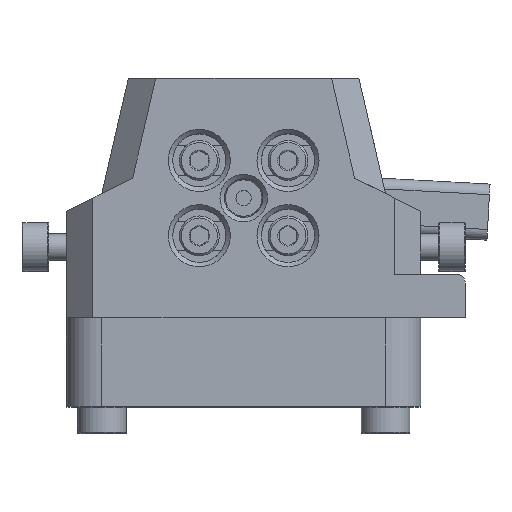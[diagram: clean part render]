
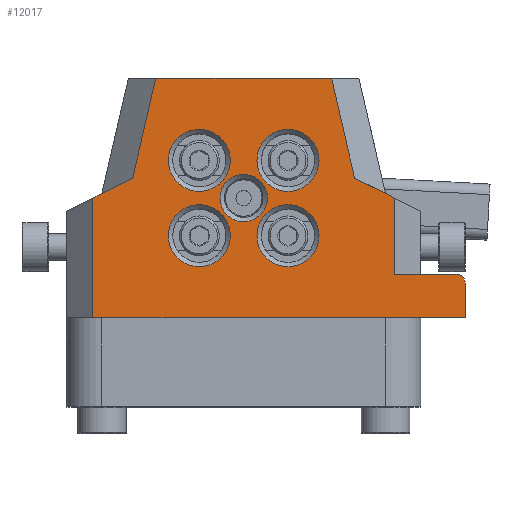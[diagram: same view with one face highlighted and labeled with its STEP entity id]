
A CAD part, top view. The second image highlights one B-rep face of the part: STEP entity #12017.
In plain terms, the highlighted face is planar.
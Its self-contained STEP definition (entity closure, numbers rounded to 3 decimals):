
#1242=FACE_BOUND('',#2396,.T.);
#1243=FACE_BOUND('',#2397,.T.);
#1244=FACE_BOUND('',#2398,.T.);
#1245=FACE_BOUND('',#2399,.T.);
#1246=FACE_BOUND('',#2400,.T.);
#1385=PLANE('',#12909);
#1665=FACE_OUTER_BOUND('',#2395,.T.);
#2395=EDGE_LOOP('',(#8492,#8493,#8494,#8495,#8496,#8497,#8498,#8499,#8500,
#8501,#8502));
#2396=EDGE_LOOP('',(#8503));
#2397=EDGE_LOOP('',(#8504));
#2398=EDGE_LOOP('',(#8505));
#2399=EDGE_LOOP('',(#8506));
#2400=EDGE_LOOP('',(#8507));
#3214=LINE('',#18980,#3853);
#3229=LINE('',#19038,#3868);
#3246=LINE('',#19070,#3885);
#3257=LINE('',#19105,#3896);
#3269=LINE('',#19123,#3908);
#3278=LINE('',#19138,#3917);
#3279=LINE('',#19141,#3918);
#3280=LINE('',#19142,#3919);
#3281=LINE('',#19143,#3920);
#3282=LINE('',#19144,#3921);
#3853=VECTOR('',#14321,1000.);
#3868=VECTOR('',#14378,1000.);
#3885=VECTOR('',#14399,1000.);
#3896=VECTOR('',#14412,1000.);
#3908=VECTOR('',#14430,1000.);
#3917=VECTOR('',#14445,1000.);
#3918=VECTOR('',#14448,1000.);
#3919=VECTOR('',#14449,1000.);
#3920=VECTOR('',#14450,1000.);
#3921=VECTOR('',#14451,1000.);
#4440=CIRCLE('',#12910,1.);
#4441=CIRCLE('',#12911,3.5);
#4442=CIRCLE('',#12912,3.5);
#4443=CIRCLE('',#12913,2.675);
#4444=CIRCLE('',#12914,3.5);
#4445=CIRCLE('',#12915,3.5);
#5063=VERTEX_POINT('',#18978);
#5064=VERTEX_POINT('',#18979);
#5085=VERTEX_POINT('',#19035);
#5086=VERTEX_POINT('',#19037);
#5098=VERTEX_POINT('',#19067);
#5099=VERTEX_POINT('',#19069);
#5103=VERTEX_POINT('',#19102);
#5104=VERTEX_POINT('',#19104);
#5107=VERTEX_POINT('',#19122);
#5110=VERTEX_POINT('',#19137);
#5111=VERTEX_POINT('',#19139);
#5112=VERTEX_POINT('',#19145);
#5113=VERTEX_POINT('',#19147);
#5114=VERTEX_POINT('',#19149);
#5115=VERTEX_POINT('',#19151);
#5116=VERTEX_POINT('',#19153);
#6358=EDGE_CURVE('',#5063,#5064,#3214,.T.);
#6386=EDGE_CURVE('',#5085,#5086,#3229,.T.);
#6403=EDGE_CURVE('',#5099,#5098,#3246,.T.);
#6415=EDGE_CURVE('',#5103,#5104,#3257,.T.);
#6427=EDGE_CURVE('',#5107,#5064,#3269,.T.);
#6436=EDGE_CURVE('',#5098,#5110,#3278,.T.);
#6437=EDGE_CURVE('',#5110,#5111,#4440,.F.);
#6438=EDGE_CURVE('',#5111,#5063,#3279,.T.);
#6439=EDGE_CURVE('',#5107,#5086,#3280,.T.);
#6440=EDGE_CURVE('',#5085,#5104,#3281,.T.);
#6441=EDGE_CURVE('',#5103,#5099,#3282,.T.);
#6442=EDGE_CURVE('',#5112,#5112,#4441,.T.);
#6443=EDGE_CURVE('',#5113,#5113,#4442,.T.);
#6444=EDGE_CURVE('',#5114,#5114,#4443,.T.);
#6445=EDGE_CURVE('',#5115,#5115,#4444,.T.);
#6446=EDGE_CURVE('',#5116,#5116,#4445,.T.);
#8492=ORIENTED_EDGE('',*,*,#6436,.T.);
#8493=ORIENTED_EDGE('',*,*,#6437,.T.);
#8494=ORIENTED_EDGE('',*,*,#6438,.T.);
#8495=ORIENTED_EDGE('',*,*,#6358,.T.);
#8496=ORIENTED_EDGE('',*,*,#6427,.F.);
#8497=ORIENTED_EDGE('',*,*,#6439,.T.);
#8498=ORIENTED_EDGE('',*,*,#6386,.F.);
#8499=ORIENTED_EDGE('',*,*,#6440,.T.);
#8500=ORIENTED_EDGE('',*,*,#6415,.F.);
#8501=ORIENTED_EDGE('',*,*,#6441,.T.);
#8502=ORIENTED_EDGE('',*,*,#6403,.T.);
#8503=ORIENTED_EDGE('',*,*,#6442,.T.);
#8504=ORIENTED_EDGE('',*,*,#6443,.T.);
#8505=ORIENTED_EDGE('',*,*,#6444,.T.);
#8506=ORIENTED_EDGE('',*,*,#6445,.T.);
#8507=ORIENTED_EDGE('',*,*,#6446,.T.);
#12017=ADVANCED_FACE('',(#1665,#1242,#1243,#1244,#1245,#1246),#1385,.F.);
#12909=AXIS2_PLACEMENT_3D('',#19136,#14443,#14444);
#12910=AXIS2_PLACEMENT_3D('',#19140,#14446,#14447);
#12911=AXIS2_PLACEMENT_3D('',#19146,#14452,#14453);
#12912=AXIS2_PLACEMENT_3D('',#19148,#14454,#14455);
#12913=AXIS2_PLACEMENT_3D('',#19150,#14456,#14457);
#12914=AXIS2_PLACEMENT_3D('',#19152,#14458,#14459);
#12915=AXIS2_PLACEMENT_3D('',#19154,#14460,#14461);
#14321=DIRECTION('',(0.,-1.,0.));
#14378=DIRECTION('',(1.,0.,0.));
#14399=DIRECTION('',(1.,0.,0.));
#14412=DIRECTION('',(0.894,-0.447,0.));
#14430=DIRECTION('',(0.894,0.447,0.));
#14443=DIRECTION('center_axis',(0.,0.,1.));
#14444=DIRECTION('ref_axis',(1.,0.,0.));
#14445=DIRECTION('',(0.,-1.,0.));
#14446=DIRECTION('center_axis',(0.,0.,1.));
#14447=DIRECTION('ref_axis',(-1.,0.,0.));
#14448=DIRECTION('',(-1.,0.,0.));
#14449=DIRECTION('',(-0.225,-0.974,0.));
#14450=DIRECTION('',(-0.225,0.974,0.));
#14451=DIRECTION('',(0.,1.,0.));
#14452=DIRECTION('center_axis',(0.,0.,1.));
#14453=DIRECTION('ref_axis',(-1.,0.,0.));
#14454=DIRECTION('center_axis',(0.,0.,1.));
#14455=DIRECTION('ref_axis',(-1.,0.,0.));
#14456=DIRECTION('center_axis',(0.,0.,1.));
#14457=DIRECTION('ref_axis',(-1.,0.,0.));
#14458=DIRECTION('center_axis',(0.,0.,1.));
#14459=DIRECTION('ref_axis',(-1.,0.,0.));
#14460=DIRECTION('center_axis',(0.,0.,1.));
#14461=DIRECTION('ref_axis',(-1.,0.,0.));
#18978=CARTESIAN_POINT('',(77.,-48.4,25.2));
#18979=CARTESIAN_POINT('',(77.,-57.,25.2));
#18980=CARTESIAN_POINT('',(77.,-57.05,25.2));
#19035=CARTESIAN_POINT('',(50.079,-70.5,25.2));
#19037=CARTESIAN_POINT('',(69.921,-70.5,25.2));
#19038=CARTESIAN_POINT('',(60.,-70.5,25.2));
#19067=CARTESIAN_POINT('',(85.,-43.5,25.2));
#19069=CARTESIAN_POINT('',(43.,-43.5,25.2));
#19070=CARTESIAN_POINT('',(49.5,-43.5,25.2));
#19102=CARTESIAN_POINT('',(43.,-57.,25.2));
#19104=CARTESIAN_POINT('',(47.48,-59.24,25.2));
#19105=CARTESIAN_POINT('',(43.888,-57.444,25.2));
#19122=CARTESIAN_POINT('',(72.52,-59.24,25.2));
#19123=CARTESIAN_POINT('',(76.112,-57.444,25.2));
#19136=CARTESIAN_POINT('Origin',(60.95,-57.05,25.2));
#19137=CARTESIAN_POINT('',(85.,-47.4,25.2));
#19138=CARTESIAN_POINT('',(85.,-45.95,25.2));
#19139=CARTESIAN_POINT('',(84.,-48.4,25.2));
#19140=CARTESIAN_POINT('Origin',(84.,-47.4,25.2));
#19141=CARTESIAN_POINT('',(85.,-48.4,25.2));
#19142=CARTESIAN_POINT('',(72.414,-59.696,25.2));
#19143=CARTESIAN_POINT('',(47.682,-60.112,25.2));
#19144=CARTESIAN_POINT('',(43.,-57.05,25.2));
#19145=CARTESIAN_POINT('',(51.5,-52.75,25.2));
#19146=CARTESIAN_POINT('Origin',(55.,-52.75,25.2));
#19147=CARTESIAN_POINT('',(61.5,-52.75,25.2));
#19148=CARTESIAN_POINT('Origin',(65.,-52.75,25.2));
#19149=CARTESIAN_POINT('',(57.325,-57.,25.2));
#19150=CARTESIAN_POINT('Origin',(60.,-57.,25.2));
#19151=CARTESIAN_POINT('',(61.5,-61.25,25.2));
#19152=CARTESIAN_POINT('Origin',(65.,-61.25,25.2));
#19153=CARTESIAN_POINT('',(51.5,-61.25,25.2));
#19154=CARTESIAN_POINT('Origin',(55.,-61.25,25.2));
